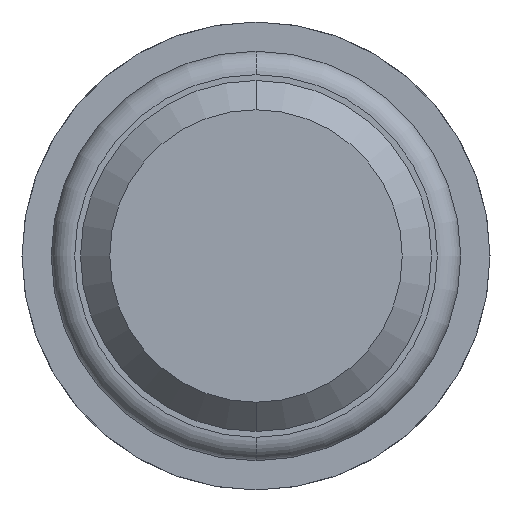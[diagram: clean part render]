
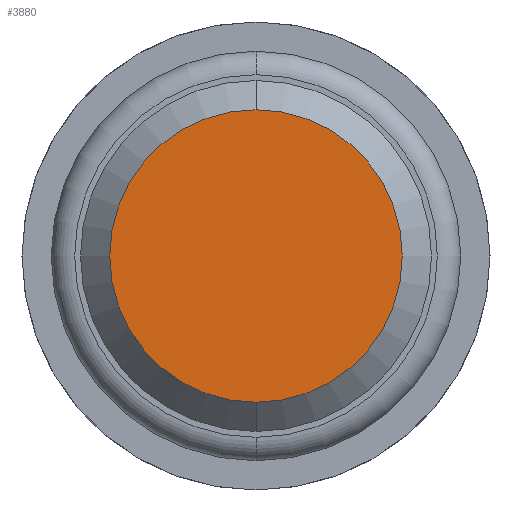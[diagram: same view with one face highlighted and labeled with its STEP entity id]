
A CAD part, front view. The second image highlights one B-rep face of the part: STEP entity #3880.
In plain terms, the highlighted planar face has unit normal (0, -1, 0).
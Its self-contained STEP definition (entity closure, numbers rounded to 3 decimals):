
#281 = AXIS2_PLACEMENT_3D ( 'NONE', #862, #3416, #3527 ) ;
#283 = CARTESIAN_POINT ( 'NONE',  ( 0., -34.6, -1.25 ) ) ;
#401 = DIRECTION ( 'NONE',  ( 0., 0., 1. ) ) ;
#496 = DIRECTION ( 'NONE',  ( 0., -1., 0. ) ) ;
#862 = CARTESIAN_POINT ( 'NONE',  ( 0., -34.6, 0. ) ) ;
#935 = VERTEX_POINT ( 'NONE', #4640 ) ;
#938 = VERTEX_POINT ( 'NONE', #283 ) ;
#1421 = AXIS2_PLACEMENT_3D ( 'NONE', #1818, #4403, #401 ) ;
#1654 = EDGE_LOOP ( 'NONE', ( #3454, #3143 ) ) ;
#1818 = CARTESIAN_POINT ( 'NONE',  ( 0., -34.6, 0. ) ) ;
#1853 = PLANE ( 'NONE',  #1421 ) ;
#1949 = CARTESIAN_POINT ( 'NONE',  ( 0., -34.6, 0. ) ) ;
#2888 = CIRCLE ( 'NONE', #3037, 1.25 ) ;
#3036 = DIRECTION ( 'NONE',  ( 0., 0., 1. ) ) ;
#3037 = AXIS2_PLACEMENT_3D ( 'NONE', #1949, #496, #3036 ) ;
#3143 = ORIENTED_EDGE ( 'NONE', *, *, #4399, .T. ) ;
#3294 = CIRCLE ( 'NONE', #281, 1.25 ) ;
#3416 = DIRECTION ( 'NONE',  ( 0., -1., 0. ) ) ;
#3454 = ORIENTED_EDGE ( 'NONE', *, *, #3536, .T. ) ;
#3527 = DIRECTION ( 'NONE',  ( 0., 0., 1. ) ) ;
#3536 = EDGE_CURVE ( 'Defeature ausgef�hrt3_4+Defeature ausgef�hrt3_3+Defeature ausgef�hrt3_3+Defeature ausgef�hrt3_3', #935, #938, #2888, .T. ) ;
#3880 = ADVANCED_FACE ( 'Defeature ausgef�hrt3_4', ( #3986 ), #1853, .F. ) ;
#3986 = FACE_OUTER_BOUND ( 'NONE', #1654, .T. ) ;
#4399 = EDGE_CURVE ( 'Defeature ausgef�hrt3_4+Defeature ausgef�hrt3_3+Defeature ausgef�hrt3_3+Defeature ausgef�hrt3_3', #938, #935, #3294, .T. ) ;
#4403 = DIRECTION ( 'NONE',  ( 0., 1., 0. ) ) ;
#4640 = CARTESIAN_POINT ( 'NONE',  ( 0., -34.6, 1.25 ) ) ;
